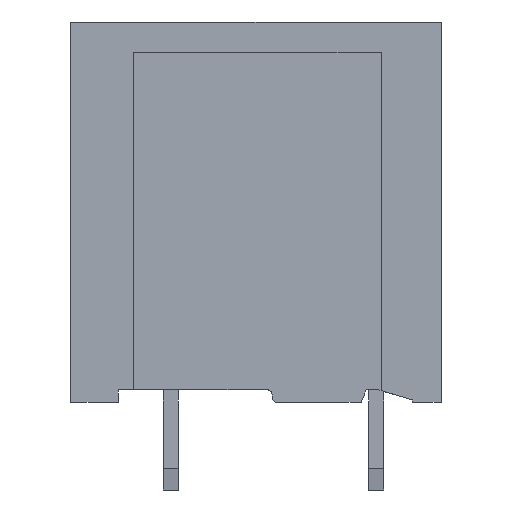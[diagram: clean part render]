
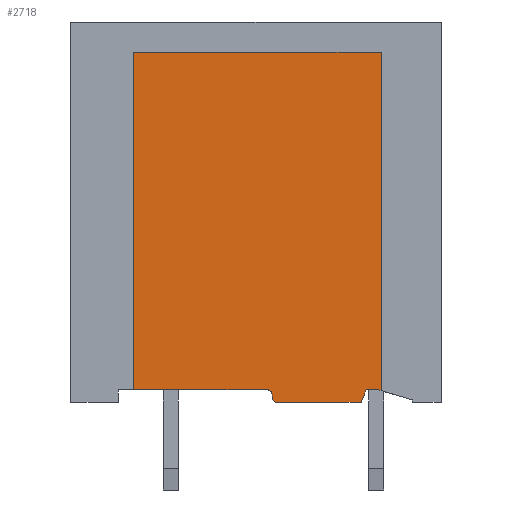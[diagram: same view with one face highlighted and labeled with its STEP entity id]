
A CAD part, left-side view. The second image highlights one B-rep face of the part: STEP entity #2718.
In plain terms, the highlighted planar face has unit normal (-1, 0, 0).
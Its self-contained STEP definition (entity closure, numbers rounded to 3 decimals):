
#711=AXIS2_PLACEMENT_3D('Circle Axis2P3D',#709,#710,$) ;
#754=AXIS2_PLACEMENT_3D('Circle Axis2P3D',#752,#753,$) ;
#2691=AXIS2_PLACEMENT_3D('Plane Axis2P3D',#2688,#2689,#2690) ;
#583=CARTESIAN_POINT('Vertex',(1.1,2.5,4.)) ;
#604=CARTESIAN_POINT('Vertex',(1.1,2.4,3.97)) ;
#607=CARTESIAN_POINT('Line Origine',(1.1,2.45,3.985)) ;
#631=CARTESIAN_POINT('Vertex',(1.1,3.,4.)) ;
#634=CARTESIAN_POINT('Line Origine',(1.1,2.75,4.)) ;
#656=CARTESIAN_POINT('Vertex',(1.1,3.2,3.5)) ;
#659=CARTESIAN_POINT('Line Origine',(1.1,3.1,3.75)) ;
#681=CARTESIAN_POINT('Vertex',(1.1,6.55,3.5)) ;
#684=CARTESIAN_POINT('Line Origine',(1.1,4.875,3.5)) ;
#706=CARTESIAN_POINT('Vertex',(1.1,6.75,3.7)) ;
#709=CARTESIAN_POINT('Axis2P3D Location',(1.1,6.55,3.7)) ;
#731=CARTESIAN_POINT('Vertex',(1.1,6.75,3.8)) ;
#734=CARTESIAN_POINT('Line Origine',(1.1,6.75,3.75)) ;
#752=CARTESIAN_POINT('Axis2P3D Location',(1.1,6.95,3.8)) ;
#756=CARTESIAN_POINT('Vertex',(1.1,6.95,4.)) ;
#786=CARTESIAN_POINT('Line Origine',(1.1,9.625,4.)) ;
#790=CARTESIAN_POINT('Vertex',(1.1,12.3,4.)) ;
#2672=CARTESIAN_POINT('Vertex',(1.1,2.4,17.5)) ;
#2675=CARTESIAN_POINT('Line Origine',(1.1,2.4,10.735)) ;
#2688=CARTESIAN_POINT('Axis2P3D Location',(1.1,2.4,0.)) ;
#2693=CARTESIAN_POINT('Line Origine',(1.1,7.35,17.5)) ;
#2697=CARTESIAN_POINT('Vertex',(1.1,12.3,17.5)) ;
#2700=CARTESIAN_POINT('Line Origine',(1.1,12.3,10.75)) ;
#608=DIRECTION('Vector Direction',(0.,-0.959,-0.284)) ;
#635=DIRECTION('Vector Direction',(0.,1.,0.)) ;
#660=DIRECTION('Vector Direction',(0.,-0.371,0.928)) ;
#685=DIRECTION('Vector Direction',(0.,1.,0.)) ;
#710=DIRECTION('Axis2P3D Direction',(-1.,0.,0.)) ;
#735=DIRECTION('Vector Direction',(0.,0.,1.)) ;
#753=DIRECTION('Axis2P3D Direction',(-1.,0.,0.)) ;
#787=DIRECTION('Vector Direction',(0.,1.,0.)) ;
#2676=DIRECTION('Vector Direction',(0.,0.,1.)) ;
#2689=DIRECTION('Axis2P3D Direction',(1.,0.,0.)) ;
#2690=DIRECTION('Axis2P3D XDirection',(0.,1.,0.)) ;
#2694=DIRECTION('Vector Direction',(0.,1.,0.)) ;
#2701=DIRECTION('Vector Direction',(0.,0.,1.)) ;
#609=VECTOR('Line Direction',#608,1.) ;
#636=VECTOR('Line Direction',#635,1.) ;
#661=VECTOR('Line Direction',#660,1.) ;
#686=VECTOR('Line Direction',#685,1.) ;
#736=VECTOR('Line Direction',#735,1.) ;
#788=VECTOR('Line Direction',#787,1.) ;
#2677=VECTOR('Line Direction',#2676,1.) ;
#2695=VECTOR('Line Direction',#2694,1.) ;
#2702=VECTOR('Line Direction',#2701,1.) ;
#2706=ORIENTED_EDGE('',*,*,#663,.T.) ;
#2707=ORIENTED_EDGE('',*,*,#638,.F.) ;
#2708=ORIENTED_EDGE('',*,*,#611,.T.) ;
#2709=ORIENTED_EDGE('',*,*,#2679,.T.) ;
#2710=ORIENTED_EDGE('',*,*,#2699,.F.) ;
#2711=ORIENTED_EDGE('',*,*,#2704,.F.) ;
#2712=ORIENTED_EDGE('',*,*,#792,.F.) ;
#2713=ORIENTED_EDGE('',*,*,#758,.T.) ;
#2714=ORIENTED_EDGE('',*,*,#738,.F.) ;
#2715=ORIENTED_EDGE('',*,*,#713,.F.) ;
#2716=ORIENTED_EDGE('',*,*,#688,.T.) ;
#2718=ADVANCED_FACE('Housing',(#2717),#2692,.F.) ;
#712=CIRCLE('generated circle',#711,0.2) ;
#755=CIRCLE('generated circle',#754,0.2) ;
#611=EDGE_CURVE('',#584,#605,#610,.T.) ;
#638=EDGE_CURVE('',#584,#632,#637,.T.) ;
#663=EDGE_CURVE('',#657,#632,#662,.T.) ;
#688=EDGE_CURVE('',#682,#657,#687,.F.) ;
#713=EDGE_CURVE('',#682,#707,#712,.F.) ;
#738=EDGE_CURVE('',#707,#732,#737,.T.) ;
#758=EDGE_CURVE('',#757,#732,#755,.F.) ;
#792=EDGE_CURVE('',#757,#791,#789,.T.) ;
#2679=EDGE_CURVE('',#605,#2673,#2678,.T.) ;
#2699=EDGE_CURVE('',#2698,#2673,#2696,.F.) ;
#2704=EDGE_CURVE('',#791,#2698,#2703,.T.) ;
#2705=EDGE_LOOP('',(#2706,#2707,#2708,#2709,#2710,#2711,#2712,#2713,#2714,#2715,#2716)) ;
#2717=FACE_OUTER_BOUND('',#2705,.T.) ;
#610=LINE('Line',#607,#609) ;
#637=LINE('Line',#634,#636) ;
#662=LINE('Line',#659,#661) ;
#687=LINE('Line',#684,#686) ;
#737=LINE('Line',#734,#736) ;
#789=LINE('Line',#786,#788) ;
#2678=LINE('Line',#2675,#2677) ;
#2696=LINE('Line',#2693,#2695) ;
#2703=LINE('Line',#2700,#2702) ;
#2692=PLANE('',#2691) ;
#584=VERTEX_POINT('',#583) ;
#605=VERTEX_POINT('',#604) ;
#632=VERTEX_POINT('',#631) ;
#657=VERTEX_POINT('',#656) ;
#682=VERTEX_POINT('',#681) ;
#707=VERTEX_POINT('',#706) ;
#732=VERTEX_POINT('',#731) ;
#757=VERTEX_POINT('',#756) ;
#791=VERTEX_POINT('',#790) ;
#2673=VERTEX_POINT('',#2672) ;
#2698=VERTEX_POINT('',#2697) ;
